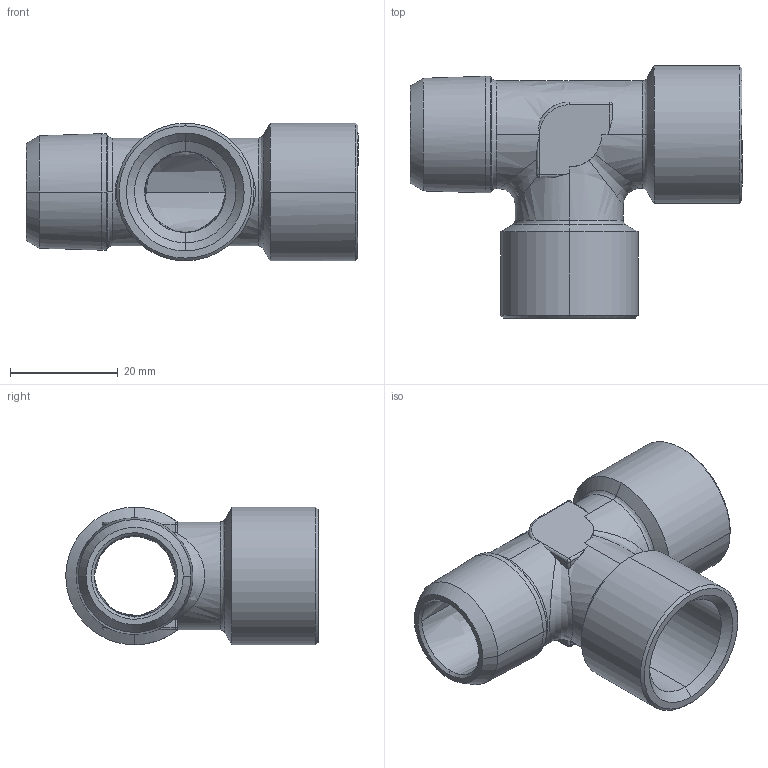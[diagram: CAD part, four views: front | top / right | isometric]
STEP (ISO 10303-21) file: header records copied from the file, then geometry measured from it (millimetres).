
FILE_DESCRIPTION (( 'STEP AP214' ), '1' );
FILE_NAME ('DRF.FFM04_IC.STEP', '2018-09-05T07:04:34', ( '' ), ( '' ), 'SwSTEP 2.0', 'SolidWorks 2018', '' );
FILE_SCHEMA (( 'AUTOMOTIVE_DESIGN' ));
Length unit declared in the file: millimetre
Products named in the file (1): DRF.FFM04_IC
Bounding box: 61.5 x 46.75 x 25.5 mm (x, y, z)
Volume: 15596.1 mm3; surface area: 11050.8 mm2
Topology: 1 solids, 1 shells, 90 faces, 221 edges, 128 vertices
Faces by surface type: bspline 90
Entity records: 4475 total; most frequent: CARTESIAN_POINT 3230, ORIENTED_EDGE 434, EDGE_CURVE 217, B_SPLINE_CURVE_WITH_KNOTS 132, VERTEX_POINT 128, EDGE_LOOP 93, FACE_OUTER_BOUND 90, ADVANCED_FACE 90
